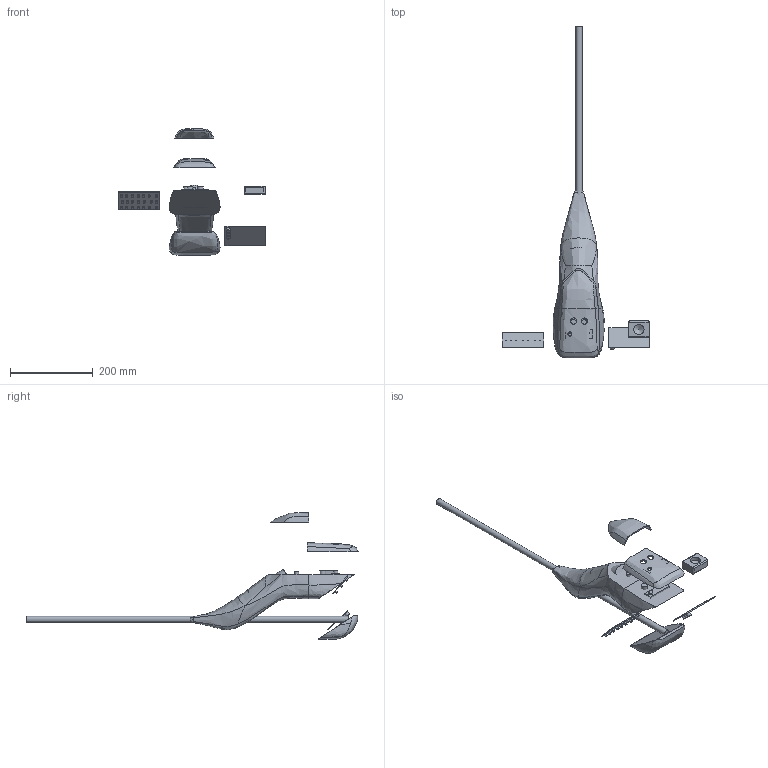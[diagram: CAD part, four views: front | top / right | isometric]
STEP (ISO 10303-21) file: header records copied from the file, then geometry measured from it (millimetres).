
FILE_DESCRIPTION(/* description */ (''),/* implementation_level */ '2;1');
FILE_NAME(/* name */ 'JPHACKS4 v6.step',/* time_stamp */ '2016-10-29T21:50:09+09:00',/* author */ (''),/* organization */ (''),/* preprocessor_version */ 'ST-DEVELOPER v16.5',/* originating_system */ 'Autodesk Translation Framework v5.2.0.2031',/* authorisation */ '');
FILE_SCHEMA (('AUTOMOTIVE_DESIGN { 1 0 10303 214 3 1 1 }'));
Length unit declared in the file: centimetre
Products named in the file (1): JPHACKS4 v6
Bounding box: 355.3 x 802.24 x 306.17 mm (x, y, z)
Volume: 2641074.9 mm3; surface area: 378829 mm2
Topology: 19 solids, 19 shells, 255 faces, 523 edges, 350 vertices
Faces by surface type: plane 143, cylinder 58, bspline 52, cone 2
Full cylindrical faces by diameter (mm): 1 x16, 5 x21, 10 x6, 15 x5, 25 x1
Entity records: 18840 total; most frequent: CARTESIAN_POINT 14020, ORIENTED_EDGE 930, DIRECTION 811, EDGE_CURVE 465, EDGE_LOOP 356, VERTEX_POINT 343, AXIS2_PLACEMENT_3D 314, FACE_OUTER_BOUND 255
